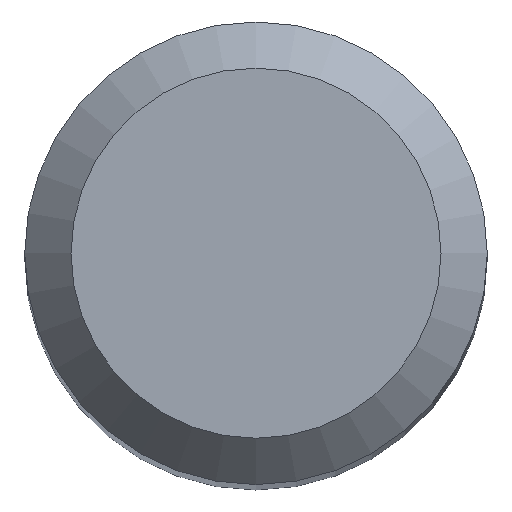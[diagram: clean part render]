
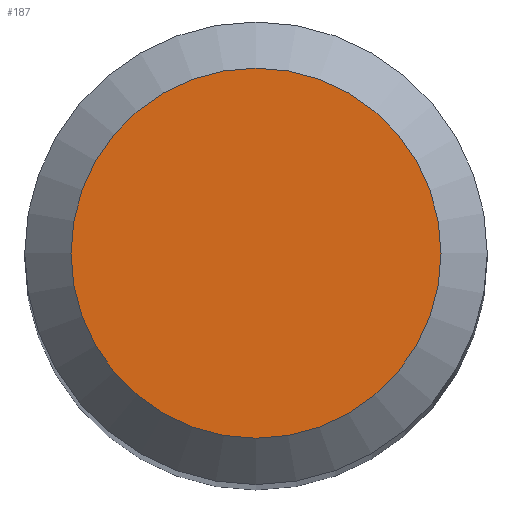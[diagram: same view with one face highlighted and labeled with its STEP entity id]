
A CAD part, top view. The second image highlights one B-rep face of the part: STEP entity #187.
In plain terms, the highlighted planar face has unit normal (0, 0, 1).
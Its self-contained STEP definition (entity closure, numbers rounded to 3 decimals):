
#16 = ORIENTED_EDGE ( 'NONE', *, *, #194, .F. ) ;
#23 = AXIS2_PLACEMENT_3D ( 'NONE', #131, #239, #235 ) ;
#32 = DIRECTION ( 'NONE',  ( 0., 1., 0. ) ) ;
#77 = DIRECTION ( 'NONE',  ( 0., 0., -1. ) ) ;
#117 = EDGE_LOOP ( 'NONE', ( #16 ) ) ;
#119 = CIRCLE ( 'NONE', #23, 2.4 ) ;
#131 = CARTESIAN_POINT ( 'NONE',  ( 0., 0., 55. ) ) ;
#187 = ADVANCED_FACE ( 'NONE', ( #265 ), #271, .F. ) ;
#194 = EDGE_CURVE ( 'NONE', #334, #334, #119, .T. ) ;
#211 = AXIS2_PLACEMENT_3D ( 'NONE', #320, #77, #32 ) ;
#235 = DIRECTION ( 'NONE',  ( 0., 1., 0. ) ) ;
#239 = DIRECTION ( 'NONE',  ( 0., 0., -1. ) ) ;
#253 = CARTESIAN_POINT ( 'NONE',  ( 0., 2.4, 55. ) ) ;
#265 = FACE_OUTER_BOUND ( 'NONE', #117, .T. ) ;
#271 = PLANE ( 'NONE',  #211 ) ;
#320 = CARTESIAN_POINT ( 'NONE',  ( 0., 0., 55. ) ) ;
#334 = VERTEX_POINT ( 'NONE', #253 ) ;
